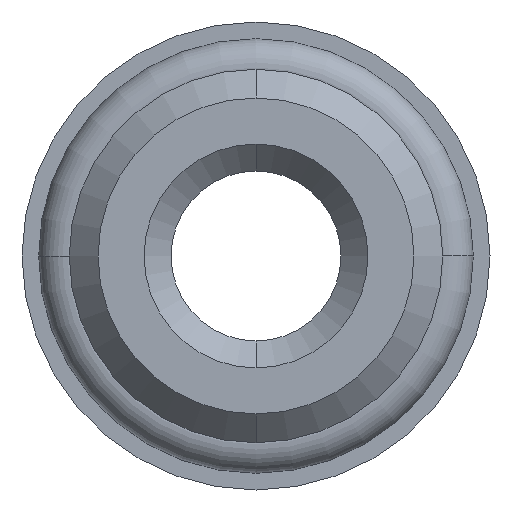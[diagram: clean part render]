
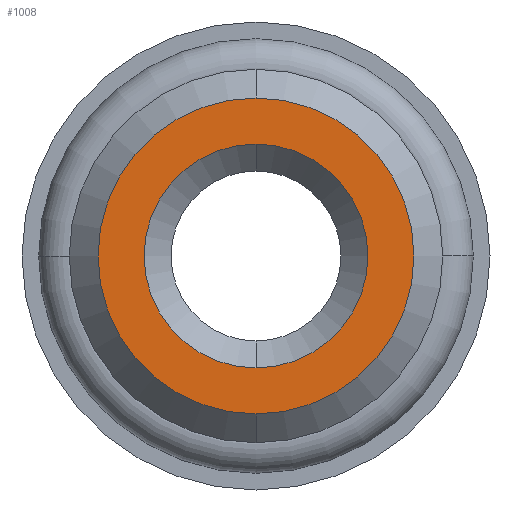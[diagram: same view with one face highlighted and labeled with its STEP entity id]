
A CAD part, front view. The second image highlights one B-rep face of the part: STEP entity #1008.
In plain terms, the highlighted planar face has unit normal (0, -1, 0).
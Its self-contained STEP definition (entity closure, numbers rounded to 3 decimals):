
#26 = VERTEX_POINT ( 'NONE', #1664 ) ;
#56 = CIRCLE ( 'NONE', #1849, 5.485 ) ;
#73 = DIRECTION ( 'NONE',  ( 0., -1., 0. ) ) ;
#78 = AXIS2_PLACEMENT_3D ( 'NONE', #1672, #793, #1821 ) ;
#105 = CARTESIAN_POINT ( 'NONE',  ( 0., -7.65, 0. ) ) ;
#196 = ORIENTED_EDGE ( 'NONE', *, *, #319, .F. ) ;
#208 = CIRCLE ( 'NONE', #78, 3.886 ) ;
#214 = CARTESIAN_POINT ( 'NONE',  ( 0., -7.65, 5.485 ) ) ;
#260 = DIRECTION ( 'NONE',  ( 0., 0., -1. ) ) ;
#319 = EDGE_CURVE ( 'NONE', #26, #1770, #208, .T. ) ;
#411 = CARTESIAN_POINT ( 'NONE',  ( 0., -7.65, 0. ) ) ;
#553 = DIRECTION ( 'NONE',  ( 0., 0., -1. ) ) ;
#659 = EDGE_LOOP ( 'NONE', ( #196, #1634 ) ) ;
#673 = AXIS2_PLACEMENT_3D ( 'NONE', #690, #1716, #840 ) ;
#676 = CIRCLE ( 'NONE', #923, 5.485 ) ;
#690 = CARTESIAN_POINT ( 'NONE',  ( 0., -7.65, 0. ) ) ;
#793 = DIRECTION ( 'NONE',  ( 0., -1., 0. ) ) ;
#840 = DIRECTION ( 'NONE',  ( 0., 0., -1. ) ) ;
#906 = CIRCLE ( 'NONE', #673, 3.886 ) ;
#923 = AXIS2_PLACEMENT_3D ( 'NONE', #105, #1153, #260 ) ;
#962 = VERTEX_POINT ( 'NONE', #214 ) ;
#1008 = ADVANCED_FACE ( 'NONE', ( #1828, #1293 ), #1393, .T. ) ;
#1102 = EDGE_CURVE ( 'NONE', #962, #1514, #56, .T. ) ;
#1118 = DIRECTION ( 'NONE',  ( 0., 0., -1. ) ) ;
#1153 = DIRECTION ( 'NONE',  ( 0., -1., 0. ) ) ;
#1200 = EDGE_CURVE ( 'NONE', #1514, #962, #676, .T. ) ;
#1293 = FACE_OUTER_BOUND ( 'NONE', #1843, .T. ) ;
#1310 = ORIENTED_EDGE ( 'NONE', *, *, #1200, .T. ) ;
#1393 = PLANE ( 'NONE',  #1551 ) ;
#1437 = DIRECTION ( 'NONE',  ( 0., -1., 0. ) ) ;
#1451 = ORIENTED_EDGE ( 'NONE', *, *, #1102, .T. ) ;
#1514 = VERTEX_POINT ( 'NONE', #1587 ) ;
#1551 = AXIS2_PLACEMENT_3D ( 'NONE', #1558, #73, #1118 ) ;
#1558 = CARTESIAN_POINT ( 'NONE',  ( 0., -7.65, 0. ) ) ;
#1587 = CARTESIAN_POINT ( 'NONE',  ( 0., -7.65, -5.485 ) ) ;
#1634 = ORIENTED_EDGE ( 'NONE', *, *, #1834, .F. ) ;
#1664 = CARTESIAN_POINT ( 'NONE',  ( 0., -7.65, -3.886 ) ) ;
#1672 = CARTESIAN_POINT ( 'NONE',  ( 0., -7.65, 0. ) ) ;
#1698 = CARTESIAN_POINT ( 'NONE',  ( 0., -7.65, 3.886 ) ) ;
#1716 = DIRECTION ( 'NONE',  ( 0., -1., 0. ) ) ;
#1770 = VERTEX_POINT ( 'NONE', #1698 ) ;
#1821 = DIRECTION ( 'NONE',  ( 0., 0., -1. ) ) ;
#1828 = FACE_BOUND ( 'NONE', #659, .T. ) ;
#1834 = EDGE_CURVE ( 'NONE', #1770, #26, #906, .T. ) ;
#1843 = EDGE_LOOP ( 'NONE', ( #1451, #1310 ) ) ;
#1849 = AXIS2_PLACEMENT_3D ( 'NONE', #411, #1437, #553 ) ;
